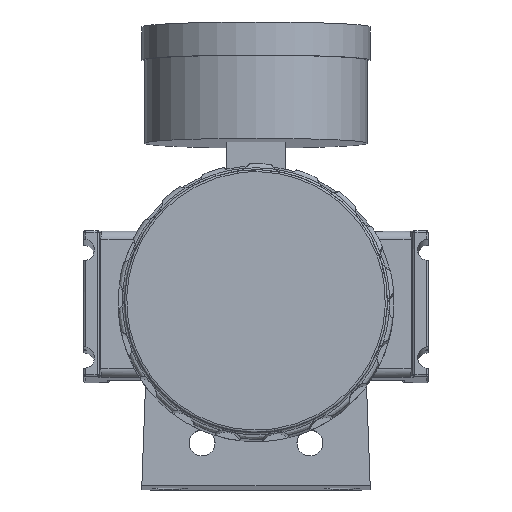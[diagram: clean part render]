
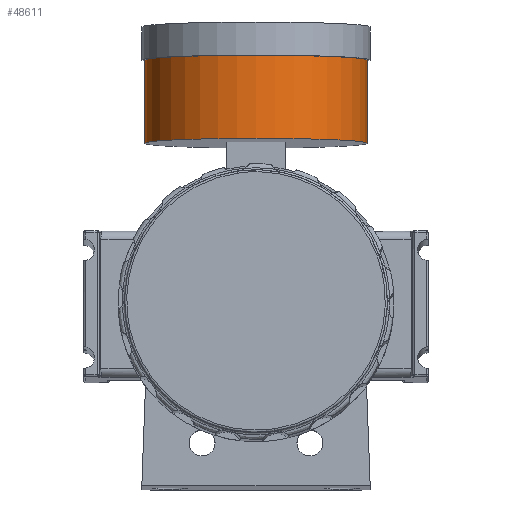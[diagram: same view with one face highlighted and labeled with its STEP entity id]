
A CAD part, front view. The second image highlights one B-rep face of the part: STEP entity #48611.
In plain terms, the highlighted cylindrical face has radius 25.8 mm (diameter 51.6 mm), a partial arc.
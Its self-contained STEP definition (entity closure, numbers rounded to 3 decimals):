
#330 = EDGE_CURVE ( 'NONE', #50298, #37839, #33678, .T. ) ;
#5745 = EDGE_LOOP ( 'NONE', ( #51452, #63423, #46436, #37484 ) ) ;
#6021 = CARTESIAN_POINT ( 'NONE',  ( 25.8, 0., -27. ) ) ;
#6203 = DIRECTION ( 'NONE',  ( 0., 0., 1. ) ) ;
#6246 = VECTOR ( 'NONE', #31256, 1000. ) ;
#6358 = CARTESIAN_POINT ( 'NONE',  ( 0., 0., -7.7 ) ) ;
#13534 = DIRECTION ( 'NONE',  ( 1., 0., 0. ) ) ;
#14779 = CIRCLE ( 'NONE', #66685, 25.8 ) ;
#15595 = CARTESIAN_POINT ( 'NONE',  ( 0., 0., -27. ) ) ;
#17760 = CARTESIAN_POINT ( 'NONE',  ( 25.8, 0., -7.7 ) ) ;
#21615 = LINE ( 'NONE', #82640, #59607 ) ;
#22712 = DIRECTION ( 'NONE',  ( 1., 0., 0. ) ) ;
#25169 = LINE ( 'NONE', #66773, #6246 ) ;
#27454 = CARTESIAN_POINT ( 'NONE',  ( -25.8, 0., -7.7 ) ) ;
#31256 = DIRECTION ( 'NONE',  ( 0., 0., 1. ) ) ;
#33678 = CIRCLE ( 'NONE', #68141, 25.8 ) ;
#37484 = ORIENTED_EDGE ( 'NONE', *, *, #51190, .F. ) ;
#37839 = VERTEX_POINT ( 'NONE', #56877 ) ;
#38725 = EDGE_CURVE ( 'NONE', #37839, #83224, #25169, .T. ) ;
#39680 = DIRECTION ( 'NONE',  ( 0., 0., 1. ) ) ;
#46436 = ORIENTED_EDGE ( 'NONE', *, *, #54631, .T. ) ;
#48611 = ADVANCED_FACE ( 'NONE', ( #54233 ), #83146, .T. ) ;
#48964 = CARTESIAN_POINT ( 'NONE',  ( 0., 0., -27. ) ) ;
#50298 = VERTEX_POINT ( 'NONE', #6021 ) ;
#50580 = VERTEX_POINT ( 'NONE', #17760 ) ;
#51190 = EDGE_CURVE ( 'NONE', #50298, #50580, #21615, .T. ) ;
#51452 = ORIENTED_EDGE ( 'NONE', *, *, #330, .T. ) ;
#54233 = FACE_OUTER_BOUND ( 'NONE', #5745, .T. ) ;
#54631 = EDGE_CURVE ( 'NONE', #83224, #50580, #14779, .T. ) ;
#56307 = DIRECTION ( 'NONE',  ( 0., 0., -1. ) ) ;
#56877 = CARTESIAN_POINT ( 'NONE',  ( -25.8, 0., -27. ) ) ;
#59607 = VECTOR ( 'NONE', #39680, 1000. ) ;
#63423 = ORIENTED_EDGE ( 'NONE', *, *, #38725, .T. ) ;
#63479 = AXIS2_PLACEMENT_3D ( 'NONE', #48964, #6203, #84767 ) ;
#65465 = DIRECTION ( 'NONE',  ( 0., 0., 1. ) ) ;
#66685 = AXIS2_PLACEMENT_3D ( 'NONE', #6358, #56307, #13534 ) ;
#66773 = CARTESIAN_POINT ( 'NONE',  ( -25.8, 0., -27. ) ) ;
#68141 = AXIS2_PLACEMENT_3D ( 'NONE', #15595, #65465, #22712 ) ;
#82640 = CARTESIAN_POINT ( 'NONE',  ( 25.8, 0., -27. ) ) ;
#83146 = CYLINDRICAL_SURFACE ( 'NONE', #63479, 25.8 ) ;
#83224 = VERTEX_POINT ( 'NONE', #27454 ) ;
#84767 = DIRECTION ( 'NONE',  ( 1., 0., 0. ) ) ;
